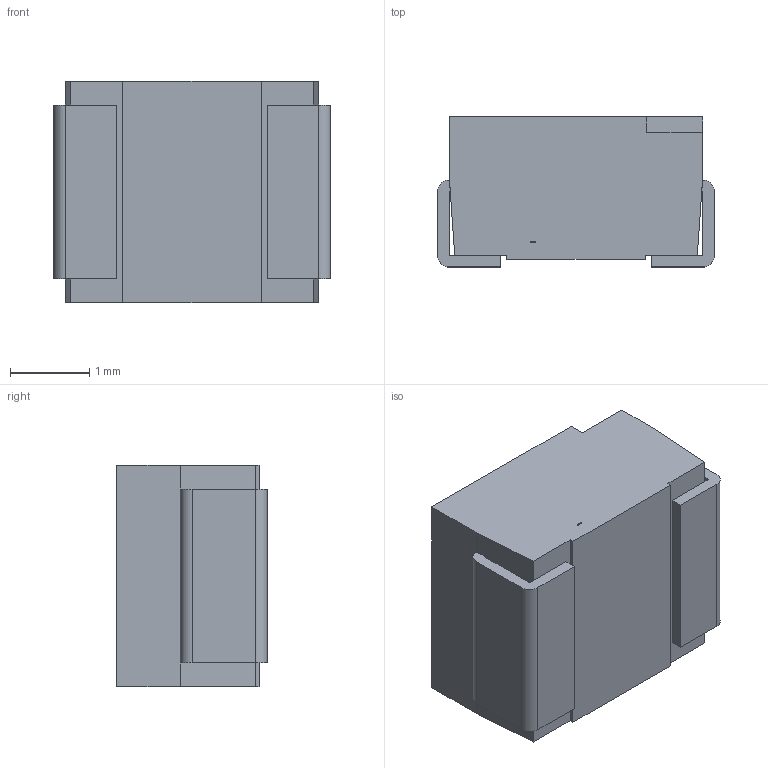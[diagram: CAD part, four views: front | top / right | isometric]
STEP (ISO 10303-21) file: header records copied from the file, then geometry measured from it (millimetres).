
FILE_DESCRIPTION (( 'STEP AP214' ), '1' );
FILE_NAME ('AA3528VRVFS-A.STEP', '2023-03-10T08:58:18', ( '' ), ( '' ), 'SwSTEP 2.0', 'SolidWorks 2013', '' );
FILE_SCHEMA (( 'AUTOMOTIVE_DESIGN' ));
Length unit declared in the file: inch
Products named in the file (1): AA3528VRVFS-A
Bounding box: 3.5 x 1.9 x 2.8 mm (x, y, z)
Volume: 14.5 mm3; surface area: 52.2 mm2
Topology: 1 solids, 1 shells, 52 faces, 142 edges, 92 vertices
Faces by surface type: plane 34, bspline 12, cylinder 4, cone 2
Entity records: 2746 total; most frequent: CARTESIAN_POINT 779, ORIENTED_EDGE 284, DIRECTION 212, EDGE_CURVE 142, LINE 106, VECTOR 106, VERTEX_POINT 92, EDGE_LOOP 56
